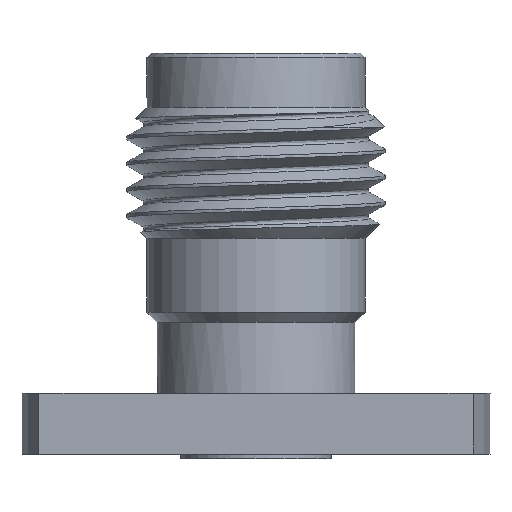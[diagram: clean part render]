
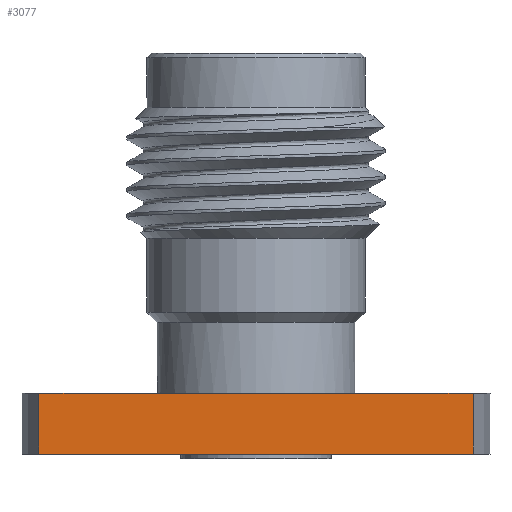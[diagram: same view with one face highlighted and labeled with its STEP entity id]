
A CAD part, left-side view. The second image highlights one B-rep face of the part: STEP entity #3077.
In plain terms, the highlighted planar face has unit normal (-1, 0, 0).
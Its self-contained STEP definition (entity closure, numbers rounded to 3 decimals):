
#72 = VECTOR ( 'NONE', #394, 1000. ) ;
#95 = LINE ( 'NONE', #1109, #1385 ) ;
#151 = LINE ( 'NONE', #662, #2092 ) ;
#152 = ORIENTED_EDGE ( 'NONE', *, *, #2327, .T. ) ;
#290 = VECTOR ( 'NONE', #2144, 1000. ) ;
#331 = VECTOR ( 'NONE', #333, 1000. ) ;
#333 = DIRECTION ( 'NONE',  ( 0., 0., 1. ) ) ;
#350 = ORIENTED_EDGE ( 'NONE', *, *, #2105, .T. ) ;
#394 = DIRECTION ( 'NONE',  ( 0., -1., 0. ) ) ;
#437 = CARTESIAN_POINT ( 'NONE',  ( -2.415, -1.15, 0. ) ) ;
#475 = FACE_OUTER_BOUND ( 'NONE', #2406, .T. ) ;
#502 = ORIENTED_EDGE ( 'NONE', *, *, #2335, .F. ) ;
#544 = VECTOR ( 'NONE', #789, 1000. ) ;
#562 = CARTESIAN_POINT ( 'NONE',  ( -2.415, -5.873, -1.65 ) ) ;
#572 = CARTESIAN_POINT ( 'NONE',  ( -2.415, 5.873, 0. ) ) ;
#623 = ORIENTED_EDGE ( 'NONE', *, *, #2970, .F. ) ;
#647 = CARTESIAN_POINT ( 'NONE',  ( -2.415, 5.873, -1.65 ) ) ;
#662 = CARTESIAN_POINT ( 'NONE',  ( -2.415, 5.873, -1.65 ) ) ;
#758 = VERTEX_POINT ( 'NONE', #2512 ) ;
#789 = DIRECTION ( 'NONE',  ( 0., -1., 0. ) ) ;
#799 = VERTEX_POINT ( 'NONE', #572 ) ;
#803 = LINE ( 'NONE', #2714, #544 ) ;
#818 = DIRECTION ( 'NONE',  ( 0., 0., 1. ) ) ;
#842 = EDGE_CURVE ( 'NONE', #2511, #758, #95, .T. ) ;
#980 = CARTESIAN_POINT ( 'NONE',  ( -2.415, -5.873, 0. ) ) ;
#1109 = CARTESIAN_POINT ( 'NONE',  ( -2.415, -5.873, 0. ) ) ;
#1151 = ORIENTED_EDGE ( 'NONE', *, *, #842, .F. ) ;
#1224 = CARTESIAN_POINT ( 'NONE',  ( -2.415, -5.873, -1.65 ) ) ;
#1385 = VECTOR ( 'NONE', #1551, 1000. ) ;
#1551 = DIRECTION ( 'NONE',  ( 0., -1., 0. ) ) ;
#1704 = ORIENTED_EDGE ( 'NONE', *, *, #2522, .F. ) ;
#1944 = AXIS2_PLACEMENT_3D ( 'NONE', #1224, #2347, #2905 ) ;
#2091 = LINE ( 'NONE', #562, #331 ) ;
#2092 = VECTOR ( 'NONE', #818, 1000. ) ;
#2105 = EDGE_CURVE ( 'NONE', #2443, #3108, #803, .T. ) ;
#2137 = VERTEX_POINT ( 'NONE', #2471 ) ;
#2144 = DIRECTION ( 'NONE',  ( 0., -1., 0. ) ) ;
#2327 = EDGE_CURVE ( 'NONE', #3108, #758, #2091, .T. ) ;
#2333 = LINE ( 'NONE', #2793, #72 ) ;
#2335 = EDGE_CURVE ( 'NONE', #2443, #799, #151, .T. ) ;
#2347 = DIRECTION ( 'NONE',  ( -1., 0., 0. ) ) ;
#2406 = EDGE_LOOP ( 'NONE', ( #623, #502, #350, #152, #1151, #1704 ) ) ;
#2443 = VERTEX_POINT ( 'NONE', #647 ) ;
#2471 = CARTESIAN_POINT ( 'NONE',  ( -2.415, 1.15, 0. ) ) ;
#2511 = VERTEX_POINT ( 'NONE', #437 ) ;
#2512 = CARTESIAN_POINT ( 'NONE',  ( -2.415, -5.873, 0. ) ) ;
#2522 = EDGE_CURVE ( 'NONE', #2137, #2511, #2676, .T. ) ;
#2676 = LINE ( 'NONE', #980, #290 ) ;
#2714 = CARTESIAN_POINT ( 'NONE',  ( -2.415, -5.873, -1.65 ) ) ;
#2793 = CARTESIAN_POINT ( 'NONE',  ( -2.415, -5.873, 0. ) ) ;
#2838 = PLANE ( 'NONE',  #1944 ) ;
#2905 = DIRECTION ( 'NONE',  ( 0., 0., 1. ) ) ;
#2970 = EDGE_CURVE ( 'NONE', #799, #2137, #2333, .T. ) ;
#3077 = ADVANCED_FACE ( 'NONE', ( #475 ), #2838, .T. ) ;
#3108 = VERTEX_POINT ( 'NONE', #3120 ) ;
#3120 = CARTESIAN_POINT ( 'NONE',  ( -2.415, -5.873, -1.65 ) ) ;
